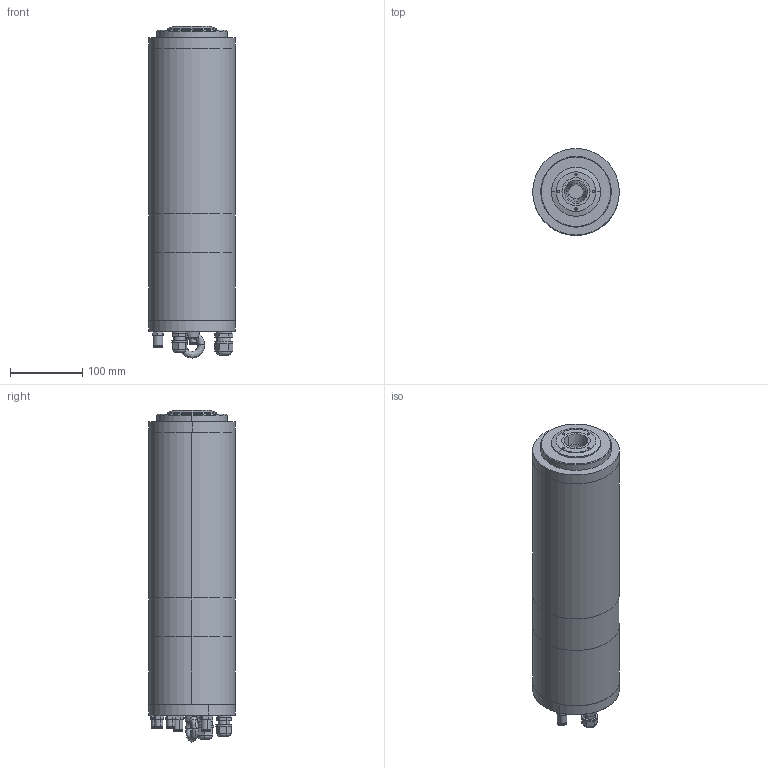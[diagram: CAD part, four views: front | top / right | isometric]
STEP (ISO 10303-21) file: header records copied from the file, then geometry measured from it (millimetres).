
FILE_DESCRIPTION (( 'STEP AP214' ), '1' );
FILE_NAME ('GDL120-30-24Z-5.5.STEP', '2024-07-15T09:01:36', ( '00' ), ( '' ), 'SwSTEP 2.0', 'SolidWorks 2018', '' );
FILE_SCHEMA (( 'AUTOMOTIVE_DESIGN' ));
Length unit declared in the file: millimetre
Products named in the file (12): GB 825-88________M8__16(20__).STEP; 萇埭羲壽M16; 籵蚚M10阨郲; 陓瘍羲壽M12; gdl120-30-18z-7.5-4P气缸4; GDL1220-30ヶ蹟譫; GDL1220-30ァ詰2; GDL120綴裔; GDL120-30-24Z-5.5; GDL1220-30儂褲; GDL1220-30ァ詰1; 籵蚚M10ァ郲_1
Assembly tree (14 placements, depth 3):
  GDL120-30-24Z-5.5
    GDL1220-30儂褲
    GDL1220-30ヶ蹟譫
    GDL1220-30ァ詰1
    GDL1220-30ァ詰2
    GDL120綴裔
      gdl120-30-18z-7.5-4P气缸4
      萇埭羲壽M16
      籵蚚M10ァ郲_1  x3
      籵蚚M10阨郲  x2
      陓瘍羲壽M12
    GB 825-88________M8__16(20__).STEP
Bounding box: 120 x 120 x 460.1 mm (x, y, z)
Volume: 4704095 mm3; surface area: 313605.2 mm2
Topology: 14 solids, 14 shells, 336 faces, 748 edges, 468 vertices
Faces by surface type: plane 149, cylinder 136, cone 36, bspline 11, torus 4
Entity records: 9997 total; most frequent: CARTESIAN_POINT 3105, DIRECTION 1406, ORIENTED_EDGE 1180, EDGE_CURVE 590, AXIS2_PLACEMENT_3D 563, VERTEX_POINT 372, EDGE_LOOP 328, CIRCLE 286
